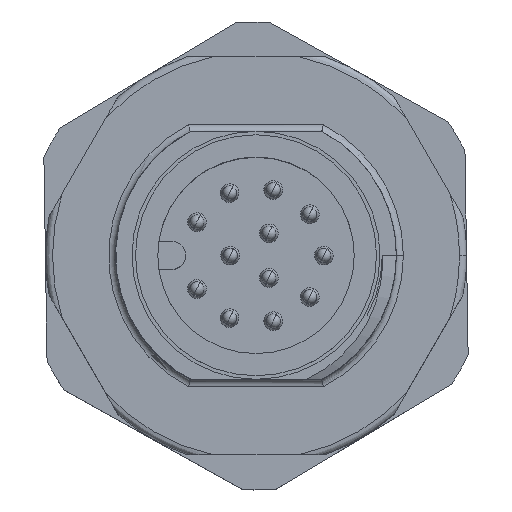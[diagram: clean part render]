
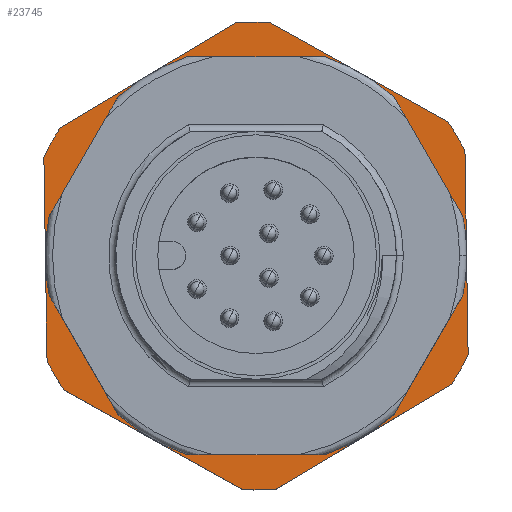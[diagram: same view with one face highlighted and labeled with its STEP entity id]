
A CAD part, top view. The second image highlights one B-rep face of the part: STEP entity #23745.
In plain terms, the highlighted planar face has unit normal (0, 0, 1).
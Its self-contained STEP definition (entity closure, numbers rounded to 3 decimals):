
#1 = CARTESIAN_POINT ( 'NONE',  ( 1.247, 20.16, 2.8 ) ) ;
#286 = ORIENTED_EDGE ( 'NONE', *, *, #24476, .F. ) ;
#287 = ORIENTED_EDGE ( 'NONE', *, *, #19688, .F. ) ;
#289 = ORIENTED_EDGE ( 'NONE', *, *, #19735, .T. ) ;
#344 = ORIENTED_EDGE ( 'NONE', *, *, #19694, .T. ) ;
#345 = ORIENTED_EDGE ( 'NONE', *, *, #19673, .T. ) ;
#346 = ORIENTED_EDGE ( 'NONE', *, *, #19693, .T. ) ;
#347 = ORIENTED_EDGE ( 'NONE', *, *, #19683, .T. ) ;
#348 = ORIENTED_EDGE ( 'NONE', *, *, #19692, .T. ) ;
#350 = ORIENTED_EDGE ( 'NONE', *, *, #19677, .T. ) ;
#351 = ORIENTED_EDGE ( 'NONE', *, *, #19691, .T. ) ;
#352 = ORIENTED_EDGE ( 'NONE', *, *, #19685, .T. ) ;
#354 = ORIENTED_EDGE ( 'NONE', *, *, #19690, .T. ) ;
#355 = ORIENTED_EDGE ( 'NONE', *, *, #19671, .T. ) ;
#356 = ORIENTED_EDGE ( 'NONE', *, *, #19689, .T. ) ;
#357 = ORIENTED_EDGE ( 'NONE', *, *, #19731, .T. ) ;
#761 = EDGE_LOOP ( 'NONE', ( #287, #286 ) ) ;
#916 = EDGE_LOOP ( 'NONE', ( #289, #357, #356, #355, #354, #352, #351, #350, #348, #347, #346, #345, #344 ) ) ;
#3180 = CARTESIAN_POINT ( 'NONE',  ( 0., 0., 2.8 ) ) ;
#3183 = PLANE ( 'NONE',  #25011 ) ;
#3185 = DIRECTION ( 'NONE',  ( 0., 0., 1. ) ) ;
#3186 = DIRECTION ( 'NONE',  ( 1., 0., 0. ) ) ;
#13758 = DIRECTION ( 'NONE',  ( -0.5, -0.866, 0. ) ) ;
#14324 = DIRECTION ( 'NONE',  ( 1., 0., 0. ) ) ;
#14327 = DIRECTION ( 'NONE',  ( 0., 0., 1. ) ) ;
#14329 = CARTESIAN_POINT ( 'NONE',  ( 0., 0., 2.8 ) ) ;
#14338 = DIRECTION ( 'NONE',  ( 1., 0., 0. ) ) ;
#14344 = DIRECTION ( 'NONE',  ( 0., 0., 1. ) ) ;
#14346 = CARTESIAN_POINT ( 'NONE',  ( 0., 0., 2.8 ) ) ;
#14616 = CARTESIAN_POINT ( 'NONE',  ( -9.974, 0.725, 2.8 ) ) ;
#14642 = FACE_OUTER_BOUND ( 'NONE', #916, .T. ) ;
#14724 = CARTESIAN_POINT ( 'NONE',  ( -10., 0., 2.8 ) ) ;
#14745 = CARTESIAN_POINT ( 'NONE',  ( 7.6, 0., 2.8 ) ) ;
#14752 = CARTESIAN_POINT ( 'NONE',  ( -9.974, -0.725, 2.8 ) ) ;
#14756 = CARTESIAN_POINT ( 'NONE',  ( -7.6, 0., 2.8 ) ) ;
#14781 = CARTESIAN_POINT ( 'NONE',  ( -4.359, 9., 2.8 ) ) ;
#14801 = CARTESIAN_POINT ( 'NONE',  ( -5.615, -8.275, 2.8 ) ) ;
#14821 = CARTESIAN_POINT ( 'NONE',  ( -4.359, -9., 2.8 ) ) ;
#14830 = CARTESIAN_POINT ( 'NONE',  ( -5.615, 8.275, 2.8 ) ) ;
#14858 = CARTESIAN_POINT ( 'NONE',  ( 9.974, 0.725, 2.8 ) ) ;
#14863 = CARTESIAN_POINT ( 'NONE',  ( 9.974, -0.725, 2.8 ) ) ;
#14879 = CARTESIAN_POINT ( 'NONE',  ( 5.615, 8.275, 2.8 ) ) ;
#14886 = CARTESIAN_POINT ( 'NONE',  ( 4.359, -9., 2.8 ) ) ;
#14891 = CARTESIAN_POINT ( 'NONE',  ( 5.615, -8.275, 2.8 ) ) ;
#14915 = CARTESIAN_POINT ( 'NONE',  ( 4.359, 9., 2.8 ) ) ;
#14980 = DIRECTION ( 'NONE',  ( 1., 0., 0. ) ) ;
#14993 = DIRECTION ( 'NONE',  ( 0., 0., 1. ) ) ;
#15002 = CARTESIAN_POINT ( 'NONE',  ( 0., 0., 2.8 ) ) ;
#15314 = FACE_BOUND ( 'NONE', #761, .T. ) ;
#15352 = DIRECTION ( 'NONE',  ( 1., 0., 0. ) ) ;
#15355 = DIRECTION ( 'NONE',  ( 0., 0., 1. ) ) ;
#15363 = CARTESIAN_POINT ( 'NONE',  ( 0., 0., 2.8 ) ) ;
#15397 = DIRECTION ( 'NONE',  ( 1., 0., 0. ) ) ;
#15401 = DIRECTION ( 'NONE',  ( 0., 0., 1. ) ) ;
#15415 = CARTESIAN_POINT ( 'NONE',  ( 0., 0., 2.8 ) ) ;
#17045 = DIRECTION ( 'NONE',  ( -1., 0., 0. ) ) ;
#18884 = DIRECTION ( 'NONE',  ( 0.5, 0.866, 0. ) ) ;
#18886 = CARTESIAN_POINT ( 'NONE',  ( 16.835, 11.16, 2.8 ) ) ;
#18887 = DIRECTION ( 'NONE',  ( 1., 0., 0. ) ) ;
#18889 = CARTESIAN_POINT ( 'NONE',  ( -18.082, -9., 2.8 ) ) ;
#18890 = DIRECTION ( 'NONE',  ( 0.5, -0.866, 0. ) ) ;
#18891 = DIRECTION ( 'NONE',  ( 1., 0., 0. ) ) ;
#18893 = DIRECTION ( 'NONE',  ( 0., 0., 1. ) ) ;
#18894 = CARTESIAN_POINT ( 'NONE',  ( 0., 0., 2.8 ) ) ;
#18895 = DIRECTION ( 'NONE',  ( -0.5, 0.866, 0. ) ) ;
#18901 = CARTESIAN_POINT ( 'NONE',  ( -1.247, 20.16, 2.8 ) ) ;
#18902 = CARTESIAN_POINT ( 'NONE',  ( -16.835, 11.16, 2.8 ) ) ;
#19197 = CARTESIAN_POINT ( 'NONE',  ( -18.082, 9., 2.8 ) ) ;
#19198 = CIRCLE ( 'NONE', #24727, 10. ) ;
#19243 = VERTEX_POINT ( 'NONE', #14915 ) ;
#19244 = VERTEX_POINT ( 'NONE', #14891 ) ;
#19245 = VERTEX_POINT ( 'NONE', #14879 ) ;
#19246 = VERTEX_POINT ( 'NONE', #14886 ) ;
#19250 = VERTEX_POINT ( 'NONE', #14863 ) ;
#19252 = VERTEX_POINT ( 'NONE', #14858 ) ;
#19255 = VERTEX_POINT ( 'NONE', #14821 ) ;
#19256 = VERTEX_POINT ( 'NONE', #14830 ) ;
#19257 = VERTEX_POINT ( 'NONE', #14801 ) ;
#19261 = VERTEX_POINT ( 'NONE', #14781 ) ;
#19263 = VERTEX_POINT ( 'NONE', #14745 ) ;
#19264 = VERTEX_POINT ( 'NONE', #14756 ) ;
#19265 = VERTEX_POINT ( 'NONE', #14752 ) ;
#19267 = VERTEX_POINT ( 'NONE', #14724 ) ;
#19286 = VERTEX_POINT ( 'NONE', #14616 ) ;
#19671 = EDGE_CURVE ( 'NONE', #19257, #19255, #19198, .T. ) ;
#19673 = EDGE_CURVE ( 'NONE', #19261, #19256, #24438, .T. ) ;
#19677 = EDGE_CURVE ( 'NONE', #19250, #19252, #24628, .T. ) ;
#19683 = EDGE_CURVE ( 'NONE', #19245, #19243, #24601, .T. ) ;
#19685 = EDGE_CURVE ( 'NONE', #19246, #19244, #24594, .T. ) ;
#19688 = EDGE_CURVE ( 'NONE', #19263, #19264, #24604, .T. ) ;
#19689 = EDGE_CURVE ( 'NONE', #19265, #19257, #24583, .T. ) ;
#19690 = EDGE_CURVE ( 'NONE', #19255, #19246, #24580, .T. ) ;
#19691 = EDGE_CURVE ( 'NONE', #19244, #19250, #24575, .T. ) ;
#19692 = EDGE_CURVE ( 'NONE', #19252, #19245, #24571, .T. ) ;
#19693 = EDGE_CURVE ( 'NONE', #19243, #19261, #24566, .T. ) ;
#19694 = EDGE_CURVE ( 'NONE', #19256, #19286, #24562, .T. ) ;
#19731 = EDGE_CURVE ( 'NONE', #19267, #19265, #24387, .T. ) ;
#19735 = EDGE_CURVE ( 'NONE', #19286, #19267, #24370, .T. ) ;
#19835 = CARTESIAN_POINT ( 'NONE',  ( 0., 0., 2.8 ) ) ;
#19836 = DIRECTION ( 'NONE',  ( 0., 0., 1. ) ) ;
#19837 = DIRECTION ( 'NONE',  ( 1., 0., 0. ) ) ;
#19845 = CARTESIAN_POINT ( 'NONE',  ( 0., 0., 2.8 ) ) ;
#19846 = DIRECTION ( 'NONE',  ( 0., 0., 1. ) ) ;
#19847 = DIRECTION ( 'NONE',  ( 1., 0., 0. ) ) ;
#21711 = CARTESIAN_POINT ( 'NONE',  ( 0., 0., 2.8 ) ) ;
#21712 = DIRECTION ( 'NONE',  ( 0., 0., 1. ) ) ;
#21713 = DIRECTION ( 'NONE',  ( 1., 0., 0. ) ) ;
#22734 = CIRCLE ( 'NONE', #25196, 7.6 ) ;
#23745 = ADVANCED_FACE ( 'NONE', ( #15314, #14642 ), #3183, .T. ) ;
#24370 = CIRCLE ( 'NONE', #24761, 10. ) ;
#24387 = CIRCLE ( 'NONE', #24759, 10. ) ;
#24438 = CIRCLE ( 'NONE', #24728, 10. ) ;
#24476 = EDGE_CURVE ( 'NONE', #19264, #19263, #22734, .T. ) ;
#24552 = VECTOR ( 'NONE', #13758, 1000. ) ;
#24556 = VECTOR ( 'NONE', #17045, 1000. ) ;
#24562 = LINE ( 'NONE', #1, #24552 ) ;
#24564 = VECTOR ( 'NONE', #18895, 1000. ) ;
#24566 = LINE ( 'NONE', #19197, #24556 ) ;
#24568 = VECTOR ( 'NONE', #18884, 1000. ) ;
#24571 = LINE ( 'NONE', #18901, #24564 ) ;
#24573 = VECTOR ( 'NONE', #18887, 1000. ) ;
#24575 = LINE ( 'NONE', #18886, #24568 ) ;
#24577 = VECTOR ( 'NONE', #18890, 1000. ) ;
#24580 = LINE ( 'NONE', #18889, #24573 ) ;
#24583 = LINE ( 'NONE', #18902, #24577 ) ;
#24594 = CIRCLE ( 'NONE', #24734, 10. ) ;
#24601 = CIRCLE ( 'NONE', #24733, 10. ) ;
#24604 = CIRCLE ( 'NONE', #24736, 7.6 ) ;
#24628 = CIRCLE ( 'NONE', #24730, 10. ) ;
#24727 = AXIS2_PLACEMENT_3D ( 'NONE', #15415, #15401, #15397 ) ;
#24728 = AXIS2_PLACEMENT_3D ( 'NONE', #15363, #15355, #15352 ) ;
#24730 = AXIS2_PLACEMENT_3D ( 'NONE', #15002, #14993, #14980 ) ;
#24733 = AXIS2_PLACEMENT_3D ( 'NONE', #14346, #14344, #14338 ) ;
#24734 = AXIS2_PLACEMENT_3D ( 'NONE', #14329, #14327, #14324 ) ;
#24736 = AXIS2_PLACEMENT_3D ( 'NONE', #18894, #18893, #18891 ) ;
#24759 = AXIS2_PLACEMENT_3D ( 'NONE', #19835, #19836, #19837 ) ;
#24761 = AXIS2_PLACEMENT_3D ( 'NONE', #19845, #19846, #19847 ) ;
#25011 = AXIS2_PLACEMENT_3D ( 'NONE', #3180, #3185, #3186 ) ;
#25196 = AXIS2_PLACEMENT_3D ( 'NONE', #21711, #21712, #21713 ) ;
